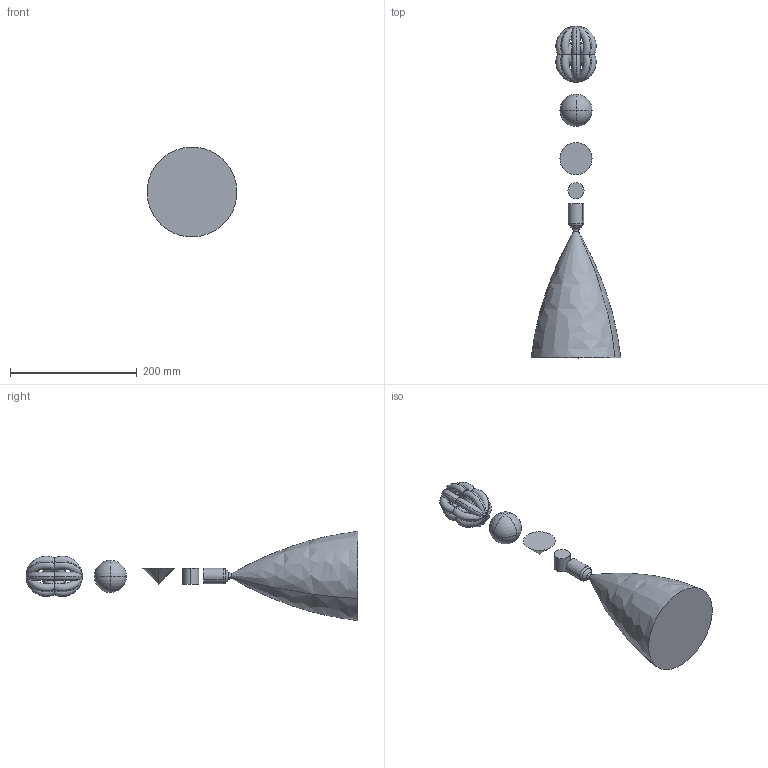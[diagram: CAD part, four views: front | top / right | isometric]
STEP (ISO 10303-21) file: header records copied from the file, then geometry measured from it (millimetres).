
FILE_DESCRIPTION( ( 'STEP AP203' ), '1' );
FILE_NAME( 'multisolids.stp', ' ', ( 'Siemens PLM Software, Inc.' ), ( 'Siemens PLM Software, Inc.' ), 'PSStep 17.0.34', 'FEMAP', ' ' );
FILE_SCHEMA( ( 'AUTOMOTIVE_DESIGN { 1 0 10303 214 1 1 1 1 }' ) );
Length unit declared in the file: metre
Products named in the file (6): Assem1
Assembly tree (5 placements, depth 2):
  Assem1
    (unnamed)
    (unnamed)
    (unnamed)
    (unnamed)
    (unnamed)
Bounding box: 141.87 x 524.59 x 141.88 mm (x, y, z)
Volume: 1759856.1 mm3; surface area: 126490.8 mm2
Topology: 5 solids, 5 shells, 93 faces, 218 edges, 83 vertices
Faces by surface type: torus 68, sphere 8, plane 5, bspline 4, cylinder 4, cone 4
Entity records: 6860 total; most frequent: CARTESIAN_POINT 4130, ORIENTED_EDGE 416, DIRECTION 398, EDGE_CURVE 208, AXIS2_PLACEMENT_3D 195, CIRCLE 100, B_SPLINE_CURVE_WITH_KNOTS 100, STYLED_ITEM 93
